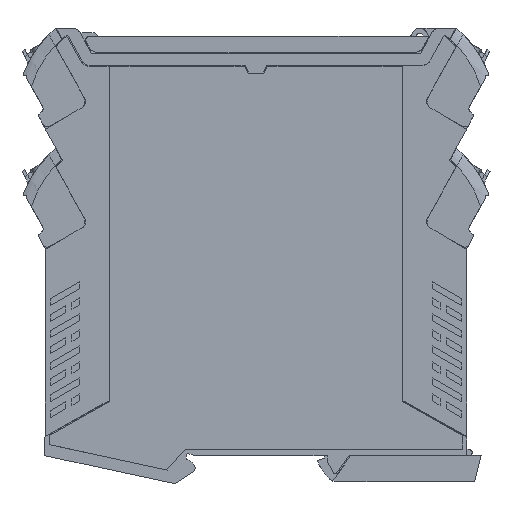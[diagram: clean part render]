
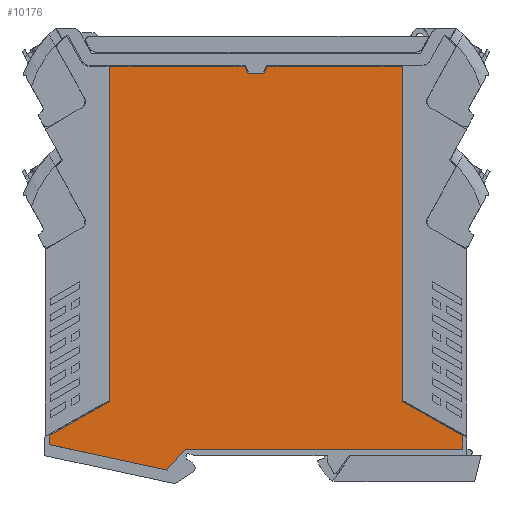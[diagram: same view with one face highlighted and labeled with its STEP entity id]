
A CAD part, left-side view. The second image highlights one B-rep face of the part: STEP entity #10176.
In plain terms, the highlighted planar face has unit normal (-1, 0, 0).
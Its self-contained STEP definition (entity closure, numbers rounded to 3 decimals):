
#10154=AXIS2_PLACEMENT_3D('Plane Axis2P3D',#10151,#10152,#10153) ;
#8037=CARTESIAN_POINT('Vertex',(0.,6.773,12.04)) ;
#8040=CARTESIAN_POINT('Line Origine',(0.,6.773,10.332)) ;
#8044=CARTESIAN_POINT('Vertex',(0.,6.773,8.624)) ;
#8060=CARTESIAN_POINT('Line Origine',(0.,58.64,8.624)) ;
#8064=CARTESIAN_POINT('Vertex',(0.,76.332,8.624)) ;
#8080=CARTESIAN_POINT('Line Origine',(0.,78.847,5.745)) ;
#8084=CARTESIAN_POINT('Vertex',(0.,80.884,3.413)) ;
#8086=CARTESIAN_POINT('Vertex',(0.,76.81,8.077)) ;
#8094=CARTESIAN_POINT('Line Origine',(0.,76.568,8.353)) ;
#8098=CARTESIAN_POINT('Vertex',(0.,76.805,8.082)) ;
#8101=CARTESIAN_POINT('Line Origine',(0.,76.808,8.079)) ;
#8118=CARTESIAN_POINT('Line Origine',(0.,95.661,6.592)) ;
#8122=CARTESIAN_POINT('Vertex',(0.,110.437,9.771)) ;
#8142=CARTESIAN_POINT('Line Origine',(0.,110.437,10.906)) ;
#8146=CARTESIAN_POINT('Vertex',(0.,110.437,12.04)) ;
#8162=CARTESIAN_POINT('Line Origine',(0.,102.821,16.305)) ;
#8166=CARTESIAN_POINT('Vertex',(0.,95.205,20.571)) ;
#8182=CARTESIAN_POINT('Line Origine',(0.,95.205,62.547)) ;
#8186=CARTESIAN_POINT('Vertex',(0.,95.205,104.524)) ;
#8202=CARTESIAN_POINT('Line Origine',(0.,63.186,104.524)) ;
#8206=CARTESIAN_POINT('Vertex',(0.,61.436,104.524)) ;
#8208=CARTESIAN_POINT('Vertex',(0.,64.936,104.524)) ;
#8216=CARTESIAN_POINT('Line Origine',(0.,80.07,104.524)) ;
#8235=CARTESIAN_POINT('Line Origine',(0.,60.993,103.574)) ;
#8239=CARTESIAN_POINT('Vertex',(0.,60.55,102.624)) ;
#8259=CARTESIAN_POINT('Vertex',(0.,56.66,102.624)) ;
#8262=CARTESIAN_POINT('Line Origine',(0.,58.605,102.624)) ;
#8280=CARTESIAN_POINT('Line Origine',(0.,56.217,103.574)) ;
#8284=CARTESIAN_POINT('Vertex',(0.,55.774,104.524)) ;
#8300=CARTESIAN_POINT('Line Origine',(0.,37.14,104.524)) ;
#8304=CARTESIAN_POINT('Vertex',(0.,22.005,104.524)) ;
#8306=CARTESIAN_POINT('Vertex',(0.,52.274,104.524)) ;
#8314=CARTESIAN_POINT('Line Origine',(0.,54.024,104.524)) ;
#8328=CARTESIAN_POINT('Line Origine',(0.,22.005,62.547)) ;
#8332=CARTESIAN_POINT('Vertex',(0.,22.005,20.571)) ;
#8348=CARTESIAN_POINT('Line Origine',(0.,14.389,16.305)) ;
#10151=CARTESIAN_POINT('Axis2P3D Location',(0.,58.605,7.024)) ;
#8041=DIRECTION('Vector Direction',(0.,0.,1.)) ;
#8061=DIRECTION('Vector Direction',(0.,1.,0.)) ;
#8081=DIRECTION('Vector Direction',(0.,-0.658,0.753)) ;
#8095=DIRECTION('Vector Direction',(0.,-0.658,0.753)) ;
#8102=DIRECTION('Vector Direction',(0.,-0.658,0.753)) ;
#8119=DIRECTION('Vector Direction',(0.,-0.978,-0.21)) ;
#8143=DIRECTION('Vector Direction',(0.,0.,-1.)) ;
#8163=DIRECTION('Vector Direction',(0.,0.872,-0.489)) ;
#8183=DIRECTION('Vector Direction',(0.,0.,-1.)) ;
#8203=DIRECTION('Vector Direction',(0.,1.,0.)) ;
#8217=DIRECTION('Vector Direction',(0.,1.,0.)) ;
#8236=DIRECTION('Vector Direction',(0.,0.423,0.906)) ;
#8263=DIRECTION('Vector Direction',(0.,1.,0.)) ;
#8281=DIRECTION('Vector Direction',(0.,-0.423,0.906)) ;
#8301=DIRECTION('Vector Direction',(0.,1.,0.)) ;
#8315=DIRECTION('Vector Direction',(0.,1.,0.)) ;
#8329=DIRECTION('Vector Direction',(0.,0.,1.)) ;
#8349=DIRECTION('Vector Direction',(0.,0.872,0.489)) ;
#10152=DIRECTION('Axis2P3D Direction',(-1.,0.,0.)) ;
#10153=DIRECTION('Axis2P3D XDirection',(0.,1.,0.)) ;
#8042=VECTOR('Line Direction',#8041,1.) ;
#8062=VECTOR('Line Direction',#8061,1.) ;
#8082=VECTOR('Line Direction',#8081,1.) ;
#8096=VECTOR('Line Direction',#8095,1.) ;
#8103=VECTOR('Line Direction',#8102,1.) ;
#8120=VECTOR('Line Direction',#8119,1.) ;
#8144=VECTOR('Line Direction',#8143,1.) ;
#8164=VECTOR('Line Direction',#8163,1.) ;
#8184=VECTOR('Line Direction',#8183,1.) ;
#8204=VECTOR('Line Direction',#8203,1.) ;
#8218=VECTOR('Line Direction',#8217,1.) ;
#8237=VECTOR('Line Direction',#8236,1.) ;
#8264=VECTOR('Line Direction',#8263,1.) ;
#8282=VECTOR('Line Direction',#8281,1.) ;
#8302=VECTOR('Line Direction',#8301,1.) ;
#8316=VECTOR('Line Direction',#8315,1.) ;
#8330=VECTOR('Line Direction',#8329,1.) ;
#8350=VECTOR('Line Direction',#8349,1.) ;
#10157=ORIENTED_EDGE('',*,*,#8266,.T.) ;
#10158=ORIENTED_EDGE('',*,*,#8241,.T.) ;
#10159=ORIENTED_EDGE('',*,*,#8210,.T.) ;
#10160=ORIENTED_EDGE('',*,*,#8220,.T.) ;
#10161=ORIENTED_EDGE('',*,*,#8188,.T.) ;
#10162=ORIENTED_EDGE('',*,*,#8168,.T.) ;
#10163=ORIENTED_EDGE('',*,*,#8148,.T.) ;
#10164=ORIENTED_EDGE('',*,*,#8124,.T.) ;
#10165=ORIENTED_EDGE('',*,*,#8088,.T.) ;
#10166=ORIENTED_EDGE('',*,*,#8105,.T.) ;
#10167=ORIENTED_EDGE('',*,*,#8100,.T.) ;
#10168=ORIENTED_EDGE('',*,*,#8066,.T.) ;
#10169=ORIENTED_EDGE('',*,*,#8046,.T.) ;
#10170=ORIENTED_EDGE('',*,*,#8352,.T.) ;
#10171=ORIENTED_EDGE('',*,*,#8334,.T.) ;
#10172=ORIENTED_EDGE('',*,*,#8308,.T.) ;
#10173=ORIENTED_EDGE('',*,*,#8318,.T.) ;
#10174=ORIENTED_EDGE('',*,*,#8286,.T.) ;
#10176=ADVANCED_FACE('GEHAEUSE',(#10175),#10155,.T.) ;
#8046=EDGE_CURVE('',#8045,#8038,#8043,.T.) ;
#8066=EDGE_CURVE('',#8065,#8045,#8063,.F.) ;
#8088=EDGE_CURVE('',#8085,#8087,#8083,.T.) ;
#8100=EDGE_CURVE('',#8099,#8065,#8097,.T.) ;
#8105=EDGE_CURVE('',#8087,#8099,#8104,.T.) ;
#8124=EDGE_CURVE('',#8123,#8085,#8121,.T.) ;
#8148=EDGE_CURVE('',#8147,#8123,#8145,.T.) ;
#8168=EDGE_CURVE('',#8167,#8147,#8165,.T.) ;
#8188=EDGE_CURVE('',#8187,#8167,#8185,.T.) ;
#8210=EDGE_CURVE('',#8207,#8209,#8205,.T.) ;
#8220=EDGE_CURVE('',#8209,#8187,#8219,.T.) ;
#8241=EDGE_CURVE('',#8240,#8207,#8238,.T.) ;
#8266=EDGE_CURVE('',#8260,#8240,#8265,.T.) ;
#8286=EDGE_CURVE('',#8285,#8260,#8283,.F.) ;
#8308=EDGE_CURVE('',#8305,#8307,#8303,.T.) ;
#8318=EDGE_CURVE('',#8307,#8285,#8317,.T.) ;
#8334=EDGE_CURVE('',#8333,#8305,#8331,.T.) ;
#8352=EDGE_CURVE('',#8038,#8333,#8351,.T.) ;
#10156=EDGE_LOOP('',(#10157,#10158,#10159,#10160,#10161,#10162,#10163,#10164,#10165,#10166,#10167,#10168,#10169,#10170,#10171,#10172,#10173,#10174)) ;
#10175=FACE_OUTER_BOUND('',#10156,.T.) ;
#8043=LINE('Line',#8040,#8042) ;
#8063=LINE('Line',#8060,#8062) ;
#8083=LINE('Line',#8080,#8082) ;
#8097=LINE('Line',#8094,#8096) ;
#8104=LINE('Line',#8101,#8103) ;
#8121=LINE('Line',#8118,#8120) ;
#8145=LINE('Line',#8142,#8144) ;
#8165=LINE('Line',#8162,#8164) ;
#8185=LINE('Line',#8182,#8184) ;
#8205=LINE('Line',#8202,#8204) ;
#8219=LINE('Line',#8216,#8218) ;
#8238=LINE('Line',#8235,#8237) ;
#8265=LINE('Line',#8262,#8264) ;
#8283=LINE('Line',#8280,#8282) ;
#8303=LINE('Line',#8300,#8302) ;
#8317=LINE('Line',#8314,#8316) ;
#8331=LINE('Line',#8328,#8330) ;
#8351=LINE('Line',#8348,#8350) ;
#10155=PLANE('',#10154) ;
#8038=VERTEX_POINT('',#8037) ;
#8045=VERTEX_POINT('',#8044) ;
#8065=VERTEX_POINT('',#8064) ;
#8085=VERTEX_POINT('',#8084) ;
#8087=VERTEX_POINT('',#8086) ;
#8099=VERTEX_POINT('',#8098) ;
#8123=VERTEX_POINT('',#8122) ;
#8147=VERTEX_POINT('',#8146) ;
#8167=VERTEX_POINT('',#8166) ;
#8187=VERTEX_POINT('',#8186) ;
#8207=VERTEX_POINT('',#8206) ;
#8209=VERTEX_POINT('',#8208) ;
#8240=VERTEX_POINT('',#8239) ;
#8260=VERTEX_POINT('',#8259) ;
#8285=VERTEX_POINT('',#8284) ;
#8305=VERTEX_POINT('',#8304) ;
#8307=VERTEX_POINT('',#8306) ;
#8333=VERTEX_POINT('',#8332) ;
